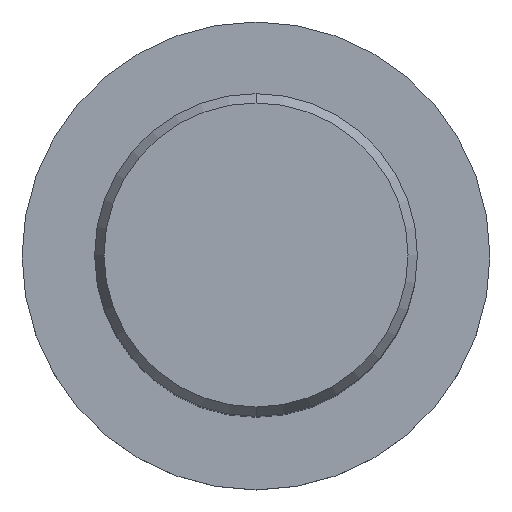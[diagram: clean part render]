
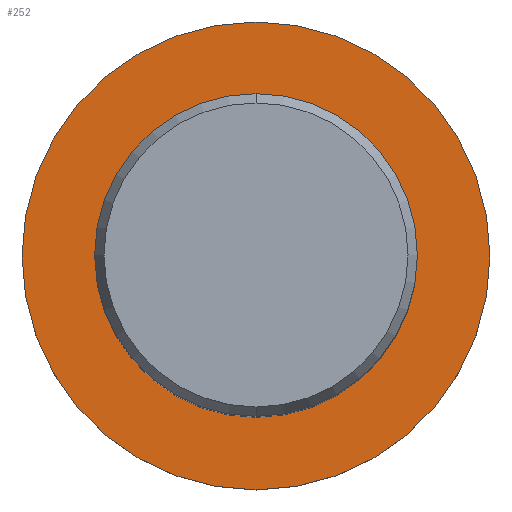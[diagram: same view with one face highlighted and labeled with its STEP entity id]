
A CAD part, top view. The second image highlights one B-rep face of the part: STEP entity #252.
In plain terms, the highlighted planar face has unit normal (0, 0, 1).
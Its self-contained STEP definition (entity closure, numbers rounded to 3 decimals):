
#252=ADVANCED_FACE('',(#592,#593),#594,.T.);
#300=EDGE_CURVE('',#402,#362,#644,.T.);
#304=VERTEX_POINT('',#649);
#344=EDGE_CURVE('',#362,#402,#692,.T.);
#352=VERTEX_POINT('',#702);
#362=VERTEX_POINT('',#712);
#400=EDGE_CURVE('',#352,#304,#754,.T.);
#402=VERTEX_POINT('',#756);
#432=EDGE_CURVE('',#304,#352,#789,.T.);
#592=FACE_BOUND('',#1024,.T.);
#593=FACE_OUTER_BOUND('',#1025,.T.);
#594=PLANE('',#1026);
#644=CIRCLE('',#1178,29.0);
#649=CARTESIAN_POINT('',(0.0,20.0,-70.0));
#692=CIRCLE('',#1264,29.0);
#702=CARTESIAN_POINT('',(0.,-20.0,-70.0));
#712=CARTESIAN_POINT('',(0.,-29.0,-70.0));
#754=CIRCLE('',#1436,20.0);
#756=CARTESIAN_POINT('',(0.0,29.0,-70.0));
#789=CIRCLE('',#1480,20.0);
#1024=EDGE_LOOP('',(#1705,#1706));
#1025=EDGE_LOOP('',(#1707,#1708));
#1026=AXIS2_PLACEMENT_3D('',#1709,#1710,#1711);
#1178=AXIS2_PLACEMENT_3D('',#1742,#1743,#1744);
#1264=AXIS2_PLACEMENT_3D('',#1801,#1802,#1803);
#1436=AXIS2_PLACEMENT_3D('',#1875,#1876,#1877);
#1480=AXIS2_PLACEMENT_3D('',#1919,#1920,#1921);
#1705=ORIENTED_EDGE('',*,*,#432,.T.);
#1706=ORIENTED_EDGE('',*,*,#400,.T.);
#1707=ORIENTED_EDGE('',*,*,#300,.F.);
#1708=ORIENTED_EDGE('',*,*,#344,.F.);
#1709=CARTESIAN_POINT('',(0.0,14.5,-70.0));
#1710=DIRECTION('',(-0.0,0.0,1.0));
#1711=DIRECTION('',(0.0,-1.0,0.0));
#1742=CARTESIAN_POINT('',(0.0,0.0,-70.0));
#1743=DIRECTION('',(0.0,0.0,-1.0));
#1744=DIRECTION('',(0.0,1.0,0.0));
#1801=CARTESIAN_POINT('',(0.0,0.0,-70.0));
#1802=DIRECTION('',(0.0,0.0,-1.0));
#1803=DIRECTION('',(0.0,1.0,0.0));
#1875=CARTESIAN_POINT('',(0.0,0.0,-70.0));
#1876=DIRECTION('',(-0.0,0.0,-1.0));
#1877=DIRECTION('',(0.0,1.0,0.0));
#1919=CARTESIAN_POINT('',(0.0,0.0,-70.0));
#1920=DIRECTION('',(-0.0,0.0,-1.0));
#1921=DIRECTION('',(0.0,1.0,0.0));
